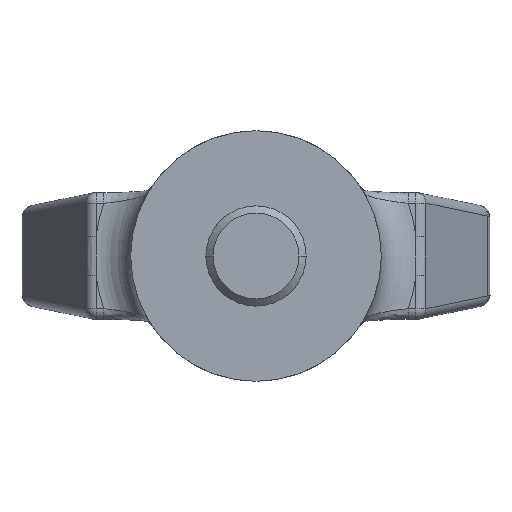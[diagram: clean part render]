
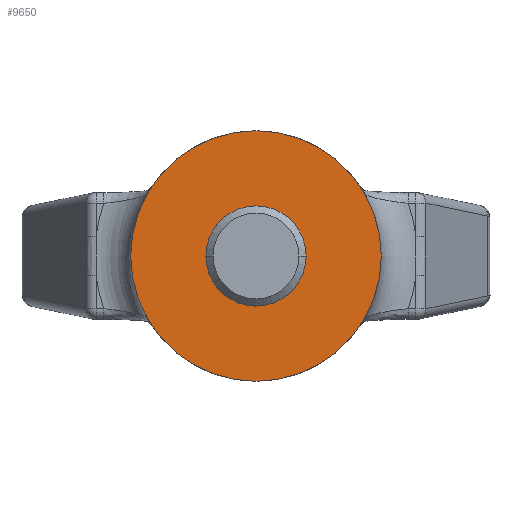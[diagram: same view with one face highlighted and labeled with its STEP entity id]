
A CAD part, front view. The second image highlights one B-rep face of the part: STEP entity #9650.
In plain terms, the highlighted planar face has unit normal (0, -1, 0).
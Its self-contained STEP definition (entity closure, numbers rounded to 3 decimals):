
#922=CARTESIAN_POINT('',(0.,-29.5,0.));
#923=DIRECTION('',(0.,-1.,0.));
#924=DIRECTION('',(-1.,0.,0.));
#925=AXIS2_PLACEMENT_3D('',#922,#923,#924);
#927=CARTESIAN_POINT('',(0.,-29.5,0.));
#928=DIRECTION('',(0.,1.,0.));
#929=DIRECTION('',(-1.,0.,0.));
#930=AXIS2_PLACEMENT_3D('',#927,#928,#929);
#6215=CARTESIAN_POINT('',(-17.5,-29.5,0.));
#6216=CARTESIAN_POINT('',(17.5,-29.5,0.));
#6217=VERTEX_POINT('',#6215);
#6218=VERTEX_POINT('',#6216);
#9641=CARTESIAN_POINT('',(0.,-29.5,0.));
#9642=DIRECTION('',(0.,1.,0.));
#9643=DIRECTION('',(1.,0.,0.));
#9644=AXIS2_PLACEMENT_3D('',#9641,#9642,#9643);
#9645=PLANE('',#9644);
#9646=ORIENTED_EDGE('',*,*,#9343,.F.);
#9647=ORIENTED_EDGE('',*,*,#8102,.T.);
#9648=EDGE_LOOP('',(#9646,#9647));
#9649=FACE_OUTER_BOUND('',#9648,.F.);
#9650=ADVANCED_FACE('',(#9649),#9645,.F.);
#926=CIRCLE('',#925,17.5);
#931=CIRCLE('',#930,17.5);
#8102=EDGE_CURVE('',#6217,#6218,#931,.T.);
#9343=EDGE_CURVE('',#6217,#6218,#926,.T.);
